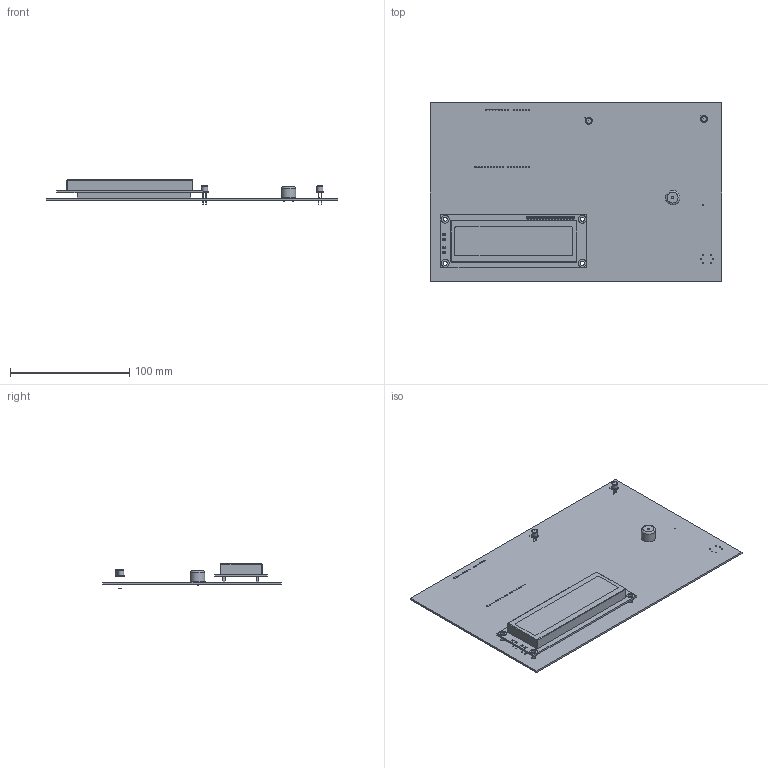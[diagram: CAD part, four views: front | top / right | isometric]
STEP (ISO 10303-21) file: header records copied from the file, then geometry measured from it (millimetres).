
FILE_DESCRIPTION(('KiCad electronic assembly'),'2;1');
FILE_NAME('AIR MONITORING SYSTEM.step','2026-01-29T16:36:29',('Pcbnew'), ('Kicad'),'Open CASCADE STEP processor 7.8','KiCad to STEP converter', 'Unknown');
FILE_SCHEMA(('AUTOMOTIVE_DESIGN { 1 0 10303 214 1 1 1 1 }'));
Length unit declared in the file: millimetre
Products named in the file (10): AIR MONITORING SYSTEM 1; TO-18-2_Window; Buzzer_12x9.5RM7.6; Buzzer_12x95RM76; LCD-016N002L; Fusion032_sp; R_0201_0603Metric; AIR MONITORING SYSTEM_PCB
Assembly tree (10 placements, depth 3):
  AIR MONITORING SYSTEM 1
    TO-18-2_Window  x2
      TO-18-2_Window
    Buzzer_12x9.5RM7.6
      Buzzer_12x95RM76
    LCD-016N002L
      Fusion032_sp
    R_0201_0603Metric
      R_0201_0603Metric
    AIR MONITORING SYSTEM_PCB
Bounding box: 244 x 149.5 x 20.2 mm (x, y, z)
Volume: 103143.8 mm3; surface area: 91144.7 mm2
Topology: 8 solids, 8 shells, 373 faces, 892 edges, 558 vertices
Faces by surface type: plane 191, cylinder 170, revolution 4, torus 4, cone 2, sphere 2
Full cylindrical faces by diameter (mm): 0.48 x4, 0.7 x4, 0.9 x2, 1 x60, 1.1 x40, 2 x1, 3.5 x16, 4.202 x2, 4.256 x2, 4.95 x2, 6.76 x8, 12 x1
Entity records: 12716 total; most frequent: DIRECTION 1906, CARTESIAN_POINT 1745, ORIENTED_EDGE 1698, EDGE_CURVE 849, AXIS2_PLACEMENT_3D 694, FACE_BOUND 556, EDGE_LOOP 556, VERTEX_POINT 533
